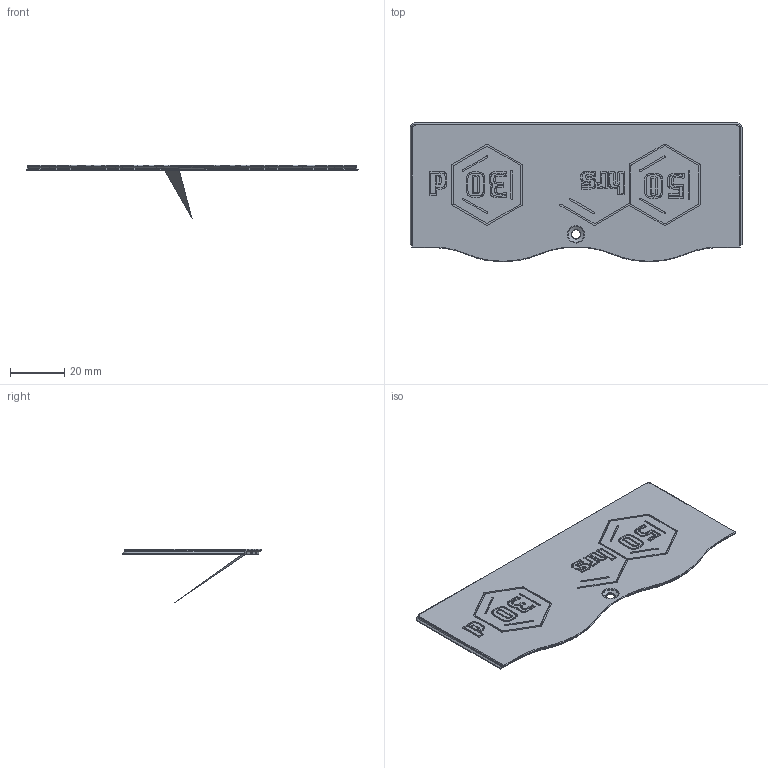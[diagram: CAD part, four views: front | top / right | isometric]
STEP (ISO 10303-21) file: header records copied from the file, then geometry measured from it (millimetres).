
FILE_DESCRIPTION(/* description */ (''),/* implementation_level */ '2;1');
FILE_NAME(/* name */ 'V5_Cartridge_Lid.step',/* time_stamp */ '2021-12-11T16:20:48+01:00',/* author */ (''),/* organization */ (''),/* preprocessor_version */ 'ST-DEVELOPER v18.1',/* originating_system */ 'Autodesk Translation Framework v10.10.0.1391',/* authorisation */ '');
FILE_SCHEMA (('AUTOMOTIVE_DESIGN { 1 0 10303 214 3 1 1 }'));
Length unit declared in the file: millimetre
Products named in the file (1): lid
Bounding box: 121.96 x 51.16 x 19.68 mm (x, y, z)
Volume: 7642.7 mm3; surface area: 13239.7 mm2
Topology: 1 solids, 1 shells, 1022 faces, 2689 edges, 1708 vertices
Faces by surface type: bspline 405, plane 292, cylinder 250, torus 54, sphere 16, cone 5
Full cylindrical faces by diameter (mm): 3.3 x1, 6 x1
Entity records: 36437 total; most frequent: CARTESIAN_POINT 13410, ORIENTED_EDGE 5370, DIRECTION 3833, EDGE_CURVE 2685, VERTEX_POINT 1708, LINE 1287, VECTOR 1287, AXIS2_PLACEMENT_3D 1273
